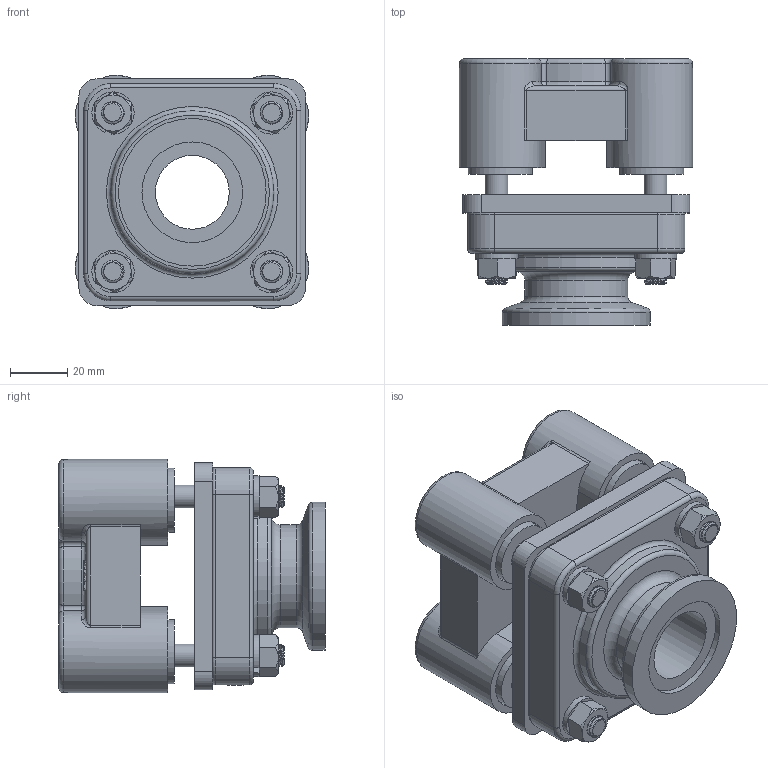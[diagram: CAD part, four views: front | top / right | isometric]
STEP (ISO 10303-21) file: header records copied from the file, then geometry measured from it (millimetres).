
FILE_DESCRIPTION(/* description */ ('1" B.D. B.F. END PLATE'),/* implementation_level */ '2;1');
FILE_NAME(/* name */ 'MBF100BD.stp',/* time_stamp */ '2014-05-13T09:38:50-04:00',/* author */ ('mclevenger'),/* organization */ (''),/* preprocessor_version */ 'ST-DEVELOPER v15.2',/* originating_system */ 'Autodesk Inventor 2014',/* authorisation */ '');
FILE_SCHEMA (('AUTOMOTIVE_DESIGN { 1 0 10303 214 3 1 1 }'));
Length unit declared in the file: inch
Products named in the file (12): BF101BD; BF100GE; BF100GRE; BF106; BF304A; BF304AT; V10118; V10119; V10278X; V10178; VL1004; MBF100BD
Bounding box: 81.72 x 93.34 x 81.72 mm (x, y, z)
Volume: 305420.9 mm3; surface area: 96227.8 mm2
Topology: 24 solids, 24 shells, 1030 faces, 2442 edges, 1531 vertices
Faces by surface type: plane 469, cylinder 230, cone 163, bspline 103, torus 53, sphere 12
Full cylindrical faces by diameter (mm): 7.938 x4, 8.636 x4, 8.738 x4, 8.89 x4, 12.192 x8, 12.7 x4, 18.136 x4, 18.847 x8, 19.05 x4, 22.504 x4, 23.368 x4, 25.908 x1, 28.448 x1, 35.306 x1, 36.068 x1, 38.1 x1, 51.816 x1, 57.15 x1
Entity records: 24989 total; most frequent: CARTESIAN_POINT 9115, ORIENTED_EDGE 3262, DIRECTION 2991, EDGE_CURVE 1631, VERTEX_POINT 1076, AXIS2_PLACEMENT_3D 1018, LINE 955, VECTOR 955
